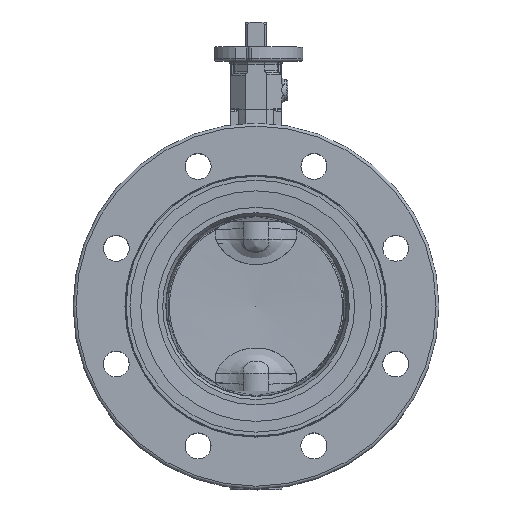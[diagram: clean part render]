
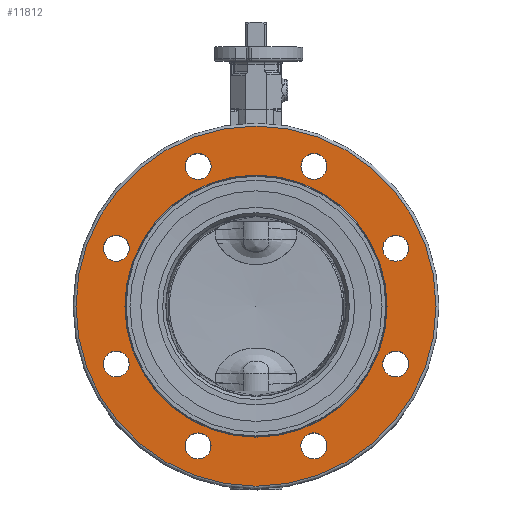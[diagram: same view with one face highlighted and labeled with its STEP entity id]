
A CAD part, top view. The second image highlights one B-rep face of the part: STEP entity #11812.
In plain terms, the highlighted planar face has unit normal (0, 0, 1).
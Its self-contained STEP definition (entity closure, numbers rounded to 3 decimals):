
#11080=CARTESIAN_POINT('',(-33.818,103.371,67.0));
#11081=VERTEX_POINT('',#11080);
#11082=CARTESIAN_POINT('',(-40.182,97.007,67.0));
#11083=DIRECTION('',(0.0,0.0,-1.0));
#11084=DIRECTION('',(-0.707,-0.707,0.0));
#11085=AXIS2_PLACEMENT_3D('',#11082,#11083,#11084);
#11086=CIRCLE('',#11085,9.0);
#11087=EDGE_CURVE('',#11081,#11081,#11086,.T.);
#11136=CARTESIAN_POINT('',(-97.007,49.182,67.0));
#11137=VERTEX_POINT('',#11136);
#11138=CARTESIAN_POINT('',(-97.007,40.182,67.0));
#11139=DIRECTION('',(0.0,0.0,-1.0));
#11140=DIRECTION('',(0.0,-1.0,0.0));
#11141=AXIS2_PLACEMENT_3D('',#11138,#11139,#11140);
#11142=CIRCLE('',#11141,9.0);
#11143=EDGE_CURVE('',#11137,#11137,#11142,.T.);
#11192=CARTESIAN_POINT('',(-103.371,-33.818,67.));
#11193=VERTEX_POINT('',#11192);
#11194=CARTESIAN_POINT('',(-97.007,-40.182,67.0));
#11195=DIRECTION('',(0.0,0.0,-1.));
#11196=DIRECTION('',(0.707,-0.707,0.0));
#11197=AXIS2_PLACEMENT_3D('',#11194,#11195,#11196);
#11198=CIRCLE('',#11197,9.0);
#11199=EDGE_CURVE('',#11193,#11193,#11198,.T.);
#11248=CARTESIAN_POINT('',(-49.182,-97.007,67.0));
#11249=VERTEX_POINT('',#11248);
#11250=CARTESIAN_POINT('',(-40.182,-97.007,67.0));
#11251=DIRECTION('',(0.0,0.0,-1.0));
#11252=DIRECTION('',(1.0,0.0,0.0));
#11253=AXIS2_PLACEMENT_3D('',#11250,#11251,#11252);
#11254=CIRCLE('',#11253,9.0);
#11255=EDGE_CURVE('',#11249,#11249,#11254,.T.);
#11304=CARTESIAN_POINT('',(33.818,-103.371,67.0));
#11305=VERTEX_POINT('',#11304);
#11306=CARTESIAN_POINT('',(40.182,-97.007,67.0));
#11307=DIRECTION('',(0.0,0.0,-1.));
#11308=DIRECTION('',(0.707,0.707,0.0));
#11309=AXIS2_PLACEMENT_3D('',#11306,#11307,#11308);
#11310=CIRCLE('',#11309,9.0);
#11311=EDGE_CURVE('',#11305,#11305,#11310,.T.);
#11360=CARTESIAN_POINT('',(97.007,-49.182,67.0));
#11361=VERTEX_POINT('',#11360);
#11362=CARTESIAN_POINT('',(97.007,-40.182,67.0));
#11363=DIRECTION('',(0.0,0.0,-1.0));
#11364=DIRECTION('',(0.0,1.0,0.0));
#11365=AXIS2_PLACEMENT_3D('',#11362,#11363,#11364);
#11366=CIRCLE('',#11365,9.0);
#11367=EDGE_CURVE('',#11361,#11361,#11366,.T.);
#11416=CARTESIAN_POINT('',(103.371,33.818,67.0));
#11417=VERTEX_POINT('',#11416);
#11418=CARTESIAN_POINT('',(97.007,40.182,67.0));
#11419=DIRECTION('',(0.0,0.0,-1.0));
#11420=DIRECTION('',(-0.707,0.707,0.0));
#11421=AXIS2_PLACEMENT_3D('',#11418,#11419,#11420);
#11422=CIRCLE('',#11421,9.0);
#11423=EDGE_CURVE('',#11417,#11417,#11422,.T.);
#11472=CARTESIAN_POINT('',(49.182,97.007,67.0));
#11473=VERTEX_POINT('',#11472);
#11474=CARTESIAN_POINT('',(40.182,97.007,67.0));
#11475=DIRECTION('',(0.0,0.0,-1.0));
#11476=DIRECTION('',(-1.0,0.0,0.0));
#11477=AXIS2_PLACEMENT_3D('',#11474,#11475,#11476);
#11478=CIRCLE('',#11477,9.0);
#11479=EDGE_CURVE('',#11473,#11473,#11478,.T.);
#11716=CARTESIAN_POINT('',(-90.95,0.,67.0));
#11717=VERTEX_POINT('',#11716);
#11718=CARTESIAN_POINT('',(0.0,0.0,67.0));
#11719=DIRECTION('',(0.0,0.0,1.0));
#11720=DIRECTION('',(1.0,0.0,0.0));
#11721=AXIS2_PLACEMENT_3D('',#11718,#11719,#11720);
#11722=CIRCLE('',#11721,90.95);
#11723=EDGE_CURVE('',#11717,#11717,#11722,.T.);
#11769=CARTESIAN_POINT('',(0.0,0.0,67.0));
#11770=DIRECTION('',(0.0,0.0,1.0));
#11771=DIRECTION('',(1.0,0.0,0.0));
#11772=AXIS2_PLACEMENT_3D('',#11769,#11770,#11771);
#11773=PLANE('',#11772);
#11774=CARTESIAN_POINT('',(125.,0.,67.0));
#11775=VERTEX_POINT('',#11774);
#11776=CARTESIAN_POINT('',(0.0,0.0,67.0));
#11777=DIRECTION('',(0.0,0.0,-1.0));
#11778=DIRECTION('',(-1.0,0.0,0.0));
#11779=AXIS2_PLACEMENT_3D('',#11776,#11777,#11778);
#11780=CIRCLE('',#11779,125.);
#11781=EDGE_CURVE('',#11775,#11775,#11780,.T.);
#11782=ORIENTED_EDGE('',*,*,#11781,.F.);
#11783=EDGE_LOOP('',(#11782));
#11784=FACE_OUTER_BOUND('',#11783,.T.);
#11785=ORIENTED_EDGE('',*,*,#11087,.T.);
#11786=EDGE_LOOP('',(#11785));
#11787=FACE_BOUND('',#11786,.T.);
#11788=ORIENTED_EDGE('',*,*,#11143,.T.);
#11789=EDGE_LOOP('',(#11788));
#11790=FACE_BOUND('',#11789,.T.);
#11791=ORIENTED_EDGE('',*,*,#11199,.T.);
#11792=EDGE_LOOP('',(#11791));
#11793=FACE_BOUND('',#11792,.T.);
#11794=ORIENTED_EDGE('',*,*,#11255,.T.);
#11795=EDGE_LOOP('',(#11794));
#11796=FACE_BOUND('',#11795,.T.);
#11797=ORIENTED_EDGE('',*,*,#11311,.T.);
#11798=EDGE_LOOP('',(#11797));
#11799=FACE_BOUND('',#11798,.T.);
#11800=ORIENTED_EDGE('',*,*,#11367,.T.);
#11801=EDGE_LOOP('',(#11800));
#11802=FACE_BOUND('',#11801,.T.);
#11803=ORIENTED_EDGE('',*,*,#11423,.T.);
#11804=EDGE_LOOP('',(#11803));
#11805=FACE_BOUND('',#11804,.T.);
#11806=ORIENTED_EDGE('',*,*,#11479,.T.);
#11807=EDGE_LOOP('',(#11806));
#11808=FACE_BOUND('',#11807,.T.);
#11809=ORIENTED_EDGE('',*,*,#11723,.F.);
#11810=EDGE_LOOP('',(#11809));
#11811=FACE_BOUND('',#11810,.T.);
#11812=ADVANCED_FACE('',(#11784,#11787,#11790,#11793,#11796,#11799,#11802,#11805,#11808,#11811),#11773,.T.);
